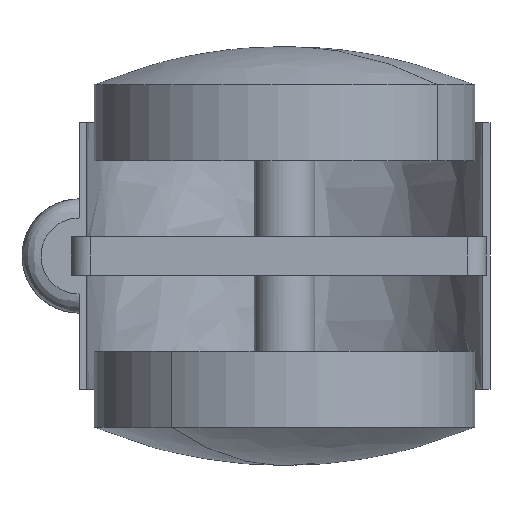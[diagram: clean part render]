
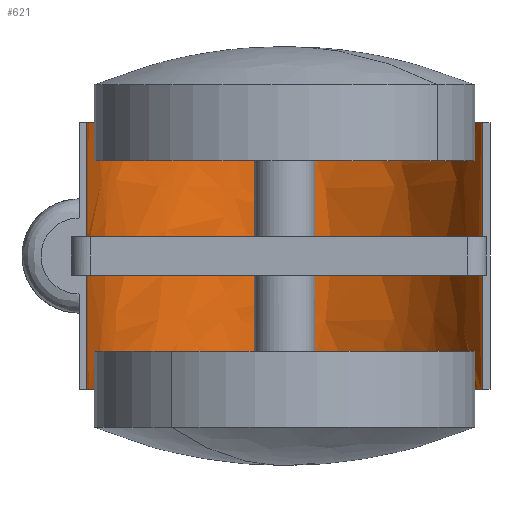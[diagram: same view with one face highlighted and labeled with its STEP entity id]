
A CAD part, front view. The second image highlights one B-rep face of the part: STEP entity #621.
In plain terms, the highlighted free-form (B-spline) face has degree [2, 1] with [5, 2] control points.
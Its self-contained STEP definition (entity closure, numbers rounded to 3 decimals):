
#479 = VERTEX_POINT('',#480);
#480 = CARTESIAN_POINT('',(48.45,7.575,
    17.24));
#485 = EDGE_CURVE('',#479,#486,#488,.T.);
#486 = VERTEX_POINT('',#487);
#487 = CARTESIAN_POINT('',(47.76,14.686,
    17.24));
#488 = ( BOUNDED_CURVE() B_SPLINE_CURVE(2,(#489,#490,#491),
.UNSPECIFIED.,.F.,.F.) B_SPLINE_CURVE_WITH_KNOTS((3,3),(3.142,
3.335),.PIECEWISE_BEZIER_KNOTS.) CURVE() 
GEOMETRIC_REPRESENTATION_ITEM() RATIONAL_B_SPLINE_CURVE((1.,
0.995,1.)) REPRESENTATION_ITEM('') );
#489 = CARTESIAN_POINT('',(48.45,7.575,
    17.24));
#490 = CARTESIAN_POINT('',(48.45,11.164,
    17.24));
#491 = CARTESIAN_POINT('',(47.76,14.686,
    17.24));
#494 = VERTEX_POINT('',#495);
#495 = CARTESIAN_POINT('',(-24.809,14.686,
    17.24));
#500 = EDGE_CURVE('',#494,#501,#503,.T.);
#501 = VERTEX_POINT('',#502);
#502 = CARTESIAN_POINT('',(-25.5,7.575,
    17.24));
#503 = ( BOUNDED_CURVE() B_SPLINE_CURVE(2,(#504,#505,#506),
.UNSPECIFIED.,.F.,.F.) B_SPLINE_CURVE_WITH_KNOTS((3,3),(6.09,
6.283),.PIECEWISE_BEZIER_KNOTS.) CURVE() 
GEOMETRIC_REPRESENTATION_ITEM() RATIONAL_B_SPLINE_CURVE((1.,
0.995,1.)) REPRESENTATION_ITEM('') );
#504 = CARTESIAN_POINT('',(-24.809,14.686,
    17.24));
#505 = CARTESIAN_POINT('',(-25.5,11.164,
    17.24));
#506 = CARTESIAN_POINT('',(-25.5,7.575,
    17.24));
#557 = VERTEX_POINT('',#558);
#558 = CARTESIAN_POINT('',(-25.5,7.575,
    10.13));
#563 = EDGE_CURVE('',#557,#564,#566,.T.);
#564 = VERTEX_POINT('',#565);
#565 = CARTESIAN_POINT('',(-24.809,14.686,
    10.13));
#566 = ( BOUNDED_CURVE() B_SPLINE_CURVE(2,(#567,#568,#569),
.UNSPECIFIED.,.F.,.F.) B_SPLINE_CURVE_WITH_KNOTS((3,3),(3.142,
3.335),.PIECEWISE_BEZIER_KNOTS.) CURVE() 
GEOMETRIC_REPRESENTATION_ITEM() RATIONAL_B_SPLINE_CURVE((1.,
0.995,1.)) REPRESENTATION_ITEM('') );
#567 = CARTESIAN_POINT('',(-25.5,7.575,
    10.13));
#568 = CARTESIAN_POINT('',(-25.5,11.164,
    10.13));
#569 = CARTESIAN_POINT('',(-24.809,14.686,
    10.13));
#572 = VERTEX_POINT('',#573);
#573 = CARTESIAN_POINT('',(47.76,14.686,
    10.13));
#578 = EDGE_CURVE('',#572,#579,#581,.T.);
#579 = VERTEX_POINT('',#580);
#580 = CARTESIAN_POINT('',(48.45,7.575,
    10.13));
#581 = ( BOUNDED_CURVE() B_SPLINE_CURVE(2,(#582,#583,#584),
.UNSPECIFIED.,.F.,.F.) B_SPLINE_CURVE_WITH_KNOTS((3,3),(6.09,
6.283),.PIECEWISE_BEZIER_KNOTS.) CURVE() 
GEOMETRIC_REPRESENTATION_ITEM() RATIONAL_B_SPLINE_CURVE((1.,
0.995,1.)) REPRESENTATION_ITEM('') );
#582 = CARTESIAN_POINT('',(47.76,14.686,
    10.13));
#583 = CARTESIAN_POINT('',(48.45,11.164,
    10.13));
#584 = CARTESIAN_POINT('',(48.45,7.575,
    10.13));
#621 = ADVANCED_FACE('',(#622),#682,.F.);
#622 = FACE_BOUND('',#623,.F.);
#623 = EDGE_LOOP('',(#624,#631,#641,#646,#647,#652,#653,#660,#670,#675,
    #676,#681));
#624 = ORIENTED_EDGE('',*,*,#625,.F.);
#625 = EDGE_CURVE('',#626,#501,#628,.T.);
#626 = VERTEX_POINT('',#627);
#627 = CARTESIAN_POINT('',(-25.5,7.575,
    38.572));
#628 = B_SPLINE_CURVE_WITH_KNOTS('',1,(#629,#630),.UNSPECIFIED.,.F.,.F.,
  (2,2),(0.,15.),.PIECEWISE_BEZIER_KNOTS.);
#629 = CARTESIAN_POINT('',(-25.5,7.575,
    38.572));
#630 = CARTESIAN_POINT('',(-25.5,7.575,
    17.24));
#631 = ORIENTED_EDGE('',*,*,#632,.T.);
#632 = EDGE_CURVE('',#626,#633,#635,.T.);
#633 = VERTEX_POINT('',#634);
#634 = CARTESIAN_POINT('',(48.45,7.575,
    38.572));
#635 = ( BOUNDED_CURVE() B_SPLINE_CURVE(2,(#636,#637,#638,#639,#640),
.UNSPECIFIED.,.F.,.F.) B_SPLINE_CURVE_WITH_KNOTS((3,2,3),(3.142,
4.712,6.283),.PIECEWISE_BEZIER_KNOTS.) CURVE() 
GEOMETRIC_REPRESENTATION_ITEM() RATIONAL_B_SPLINE_CURVE((1.,
0.707,1.,0.707,1.)) REPRESENTATION_ITEM('') );
#636 = CARTESIAN_POINT('',(-25.5,7.575,
    38.572));
#637 = CARTESIAN_POINT('',(-25.5,44.55,
    38.572));
#638 = CARTESIAN_POINT('',(11.475,44.55,
    38.572));
#639 = CARTESIAN_POINT('',(48.45,44.55,
    38.572));
#640 = CARTESIAN_POINT('',(48.45,7.575,
    38.572));
#641 = ORIENTED_EDGE('',*,*,#642,.T.);
#642 = EDGE_CURVE('',#633,#479,#643,.T.);
#643 = B_SPLINE_CURVE_WITH_KNOTS('',1,(#644,#645),.UNSPECIFIED.,.F.,.F.,
  (2,2),(0.,15.),.PIECEWISE_BEZIER_KNOTS.);
#644 = CARTESIAN_POINT('',(48.45,7.575,
    38.572));
#645 = CARTESIAN_POINT('',(48.45,7.575,
    17.24));
#646 = ORIENTED_EDGE('',*,*,#485,.T.);
#647 = ORIENTED_EDGE('',*,*,#648,.T.);
#648 = EDGE_CURVE('',#486,#572,#649,.T.);
#649 = B_SPLINE_CURVE_WITH_KNOTS('',1,(#650,#651),.UNSPECIFIED.,.F.,.F.,
  (2,2),(15.,20.),.PIECEWISE_BEZIER_KNOTS.);
#650 = CARTESIAN_POINT('',(47.76,14.686,
    17.24));
#651 = CARTESIAN_POINT('',(47.76,14.686,
    10.13));
#652 = ORIENTED_EDGE('',*,*,#578,.T.);
#653 = ORIENTED_EDGE('',*,*,#654,.T.);
#654 = EDGE_CURVE('',#579,#655,#657,.T.);
#655 = VERTEX_POINT('',#656);
#656 = CARTESIAN_POINT('',(48.45,7.575,-11.202
    ));
#657 = B_SPLINE_CURVE_WITH_KNOTS('',1,(#658,#659),.UNSPECIFIED.,.F.,.F.,
  (2,2),(20.,35.),.PIECEWISE_BEZIER_KNOTS.);
#658 = CARTESIAN_POINT('',(48.45,7.575,
    10.13));
#659 = CARTESIAN_POINT('',(48.45,7.575,-11.202
    ));
#660 = ORIENTED_EDGE('',*,*,#661,.F.);
#661 = EDGE_CURVE('',#662,#655,#664,.T.);
#662 = VERTEX_POINT('',#663);
#663 = CARTESIAN_POINT('',(-25.5,7.575,-11.202
    ));
#664 = ( BOUNDED_CURVE() B_SPLINE_CURVE(2,(#665,#666,#667,#668,#669),
.UNSPECIFIED.,.F.,.F.) B_SPLINE_CURVE_WITH_KNOTS((3,2,3),(3.142,
4.712,6.283),.PIECEWISE_BEZIER_KNOTS.) CURVE() 
GEOMETRIC_REPRESENTATION_ITEM() RATIONAL_B_SPLINE_CURVE((1.,
0.707,1.,0.707,1.)) REPRESENTATION_ITEM('') );
#665 = CARTESIAN_POINT('',(-25.5,7.575,-11.202
    ));
#666 = CARTESIAN_POINT('',(-25.5,44.55,
    -11.202));
#667 = CARTESIAN_POINT('',(11.475,44.55,
    -11.202));
#668 = CARTESIAN_POINT('',(48.45,44.55,
    -11.202));
#669 = CARTESIAN_POINT('',(48.45,7.575,-11.202
    ));
#670 = ORIENTED_EDGE('',*,*,#671,.F.);
#671 = EDGE_CURVE('',#557,#662,#672,.T.);
#672 = B_SPLINE_CURVE_WITH_KNOTS('',1,(#673,#674),.UNSPECIFIED.,.F.,.F.,
  (2,2),(20.,35.),.PIECEWISE_BEZIER_KNOTS.);
#673 = CARTESIAN_POINT('',(-25.5,7.575,
    10.13));
#674 = CARTESIAN_POINT('',(-25.5,7.575,-11.202
    ));
#675 = ORIENTED_EDGE('',*,*,#563,.T.);
#676 = ORIENTED_EDGE('',*,*,#677,.T.);
#677 = EDGE_CURVE('',#564,#494,#678,.T.);
#678 = B_SPLINE_CURVE_WITH_KNOTS('',1,(#679,#680),.UNSPECIFIED.,.F.,.F.,
  (2,2),(-20.,-15.),.PIECEWISE_BEZIER_KNOTS.);
#679 = CARTESIAN_POINT('',(-24.809,14.686,
    10.13));
#680 = CARTESIAN_POINT('',(-24.809,14.686,
    17.24));
#681 = ORIENTED_EDGE('',*,*,#500,.T.);
#682 = ( BOUNDED_SURFACE() B_SPLINE_SURFACE(2,1,(
    (#683,#684)
    ,(#685,#686)
    ,(#687,#688)
    ,(#689,#690)
,(#691,#692
    )),.UNSPECIFIED.,.F.,.F.,.F.) B_SPLINE_SURFACE_WITH_KNOTS((3,2,3),(2
    ,2),(0.,1.571,3.142),(0.,35.),
.PIECEWISE_BEZIER_KNOTS.) GEOMETRIC_REPRESENTATION_ITEM() 
RATIONAL_B_SPLINE_SURFACE((
    (1.,1.)
    ,(0.707,0.707)
    ,(1.,1.)
    ,(0.707,0.707)
,(1.,1.))) REPRESENTATION_ITEM('') SURFACE() );
#683 = CARTESIAN_POINT('',(-25.5,7.575,
    38.572));
#684 = CARTESIAN_POINT('',(-25.5,7.575,-11.202
    ));
#685 = CARTESIAN_POINT('',(-25.5,44.55,
    38.572));
#686 = CARTESIAN_POINT('',(-25.5,44.55,
    -11.202));
#687 = CARTESIAN_POINT('',(11.475,44.55,
    38.572));
#688 = CARTESIAN_POINT('',(11.475,44.55,
    -11.202));
#689 = CARTESIAN_POINT('',(48.45,44.55,
    38.572));
#690 = CARTESIAN_POINT('',(48.45,44.55,
    -11.202));
#691 = CARTESIAN_POINT('',(48.45,7.575,
    38.572));
#692 = CARTESIAN_POINT('',(48.45,7.575,-11.202
    ));
